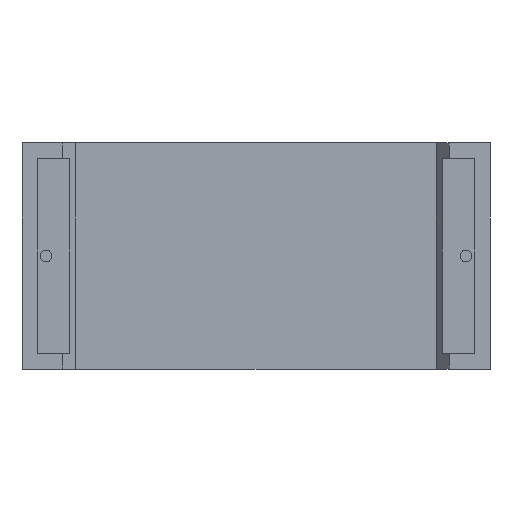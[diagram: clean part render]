
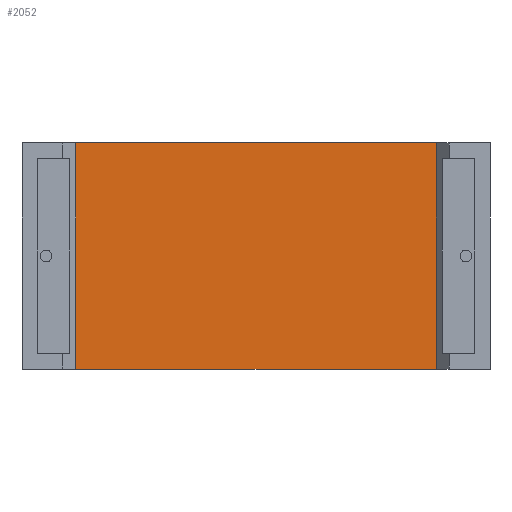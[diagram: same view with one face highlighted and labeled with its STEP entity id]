
A CAD part, front view. The second image highlights one B-rep face of the part: STEP entity #2052.
In plain terms, the highlighted planar face has unit normal (0, -1, 0).
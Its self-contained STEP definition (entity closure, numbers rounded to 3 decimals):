
#132 = ORIENTED_EDGE ( 'NONE', *, *, #1250, .F. ) ;
#149 = CARTESIAN_POINT ( 'NONE',  ( 20.9, 1.383, 0. ) ) ;
#224 = DIRECTION ( 'NONE',  ( -1., 0., 0. ) ) ;
#430 = PLANE ( 'NONE',  #1748 ) ;
#512 = EDGE_CURVE ( 'NONE', #2714, #2351, #2517, .T. ) ;
#657 = CARTESIAN_POINT ( 'NONE',  ( 20.9, 1.383, 20.2 ) ) ;
#759 = CARTESIAN_POINT ( 'NONE',  ( 36.989, 1.383, 0. ) ) ;
#790 = FACE_OUTER_BOUND ( 'NONE', #1839, .T. ) ;
#1018 = VECTOR ( 'NONE', #224, 1000. ) ;
#1113 = CARTESIAN_POINT ( 'NONE',  ( 4.811, 1.383, 20.2 ) ) ;
#1136 = ORIENTED_EDGE ( 'NONE', *, *, #512, .T. ) ;
#1152 = CARTESIAN_POINT ( 'NONE',  ( 4.811, 1.383, 0. ) ) ;
#1225 = EDGE_CURVE ( 'NONE', #1611, #2721, #1601, .T. ) ;
#1250 = EDGE_CURVE ( 'NONE', #2721, #2351, #2540, .T. ) ;
#1268 = VECTOR ( 'NONE', #3050, 1000. ) ;
#1428 = CARTESIAN_POINT ( 'NONE',  ( 4.811, 1.383, 0. ) ) ;
#1499 = CARTESIAN_POINT ( 'NONE',  ( 36.989, 1.383, 0. ) ) ;
#1601 = LINE ( 'NONE', #2066, #2606 ) ;
#1611 = VERTEX_POINT ( 'NONE', #1499 ) ;
#1748 = AXIS2_PLACEMENT_3D ( 'NONE', #149, #2665, #2273 ) ;
#1817 = DIRECTION ( 'NONE',  ( -1., 0., 0. ) ) ;
#1839 = EDGE_LOOP ( 'NONE', ( #1136, #132, #2524, #2821 ) ) ;
#2052 = ADVANCED_FACE ( 'NONE', ( #790 ), #430, .F. ) ;
#2066 = CARTESIAN_POINT ( 'NONE',  ( 20.9, 1.383, 0. ) ) ;
#2273 = DIRECTION ( 'NONE',  ( -1., 0., 0. ) ) ;
#2351 = VERTEX_POINT ( 'NONE', #1113 ) ;
#2397 = DIRECTION ( 'NONE',  ( 0., 0., 1. ) ) ;
#2426 = LINE ( 'NONE', #759, #2610 ) ;
#2517 = LINE ( 'NONE', #657, #1018 ) ;
#2524 = ORIENTED_EDGE ( 'NONE', *, *, #1225, .F. ) ;
#2540 = LINE ( 'NONE', #1152, #1268 ) ;
#2606 = VECTOR ( 'NONE', #1817, 1000. ) ;
#2610 = VECTOR ( 'NONE', #2397, 1000. ) ;
#2665 = DIRECTION ( 'NONE',  ( 0., 1., 0. ) ) ;
#2714 = VERTEX_POINT ( 'NONE', #3056 ) ;
#2721 = VERTEX_POINT ( 'NONE', #1428 ) ;
#2770 = EDGE_CURVE ( 'NONE', #1611, #2714, #2426, .T. ) ;
#2821 = ORIENTED_EDGE ( 'NONE', *, *, #2770, .T. ) ;
#3050 = DIRECTION ( 'NONE',  ( 0., 0., 1. ) ) ;
#3056 = CARTESIAN_POINT ( 'NONE',  ( 36.989, 1.383, 20.2 ) ) ;
